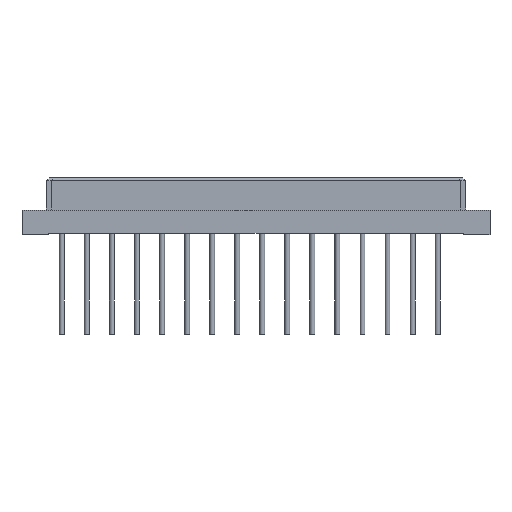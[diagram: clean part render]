
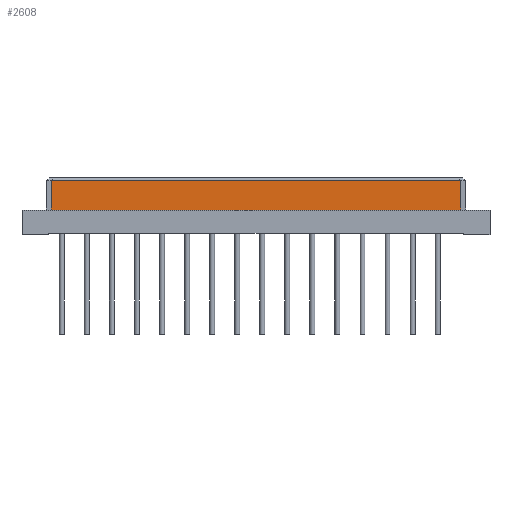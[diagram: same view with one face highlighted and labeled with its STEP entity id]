
A CAD part, front view. The second image highlights one B-rep face of the part: STEP entity #2608.
In plain terms, the highlighted planar face has unit normal (0, -1, 0).
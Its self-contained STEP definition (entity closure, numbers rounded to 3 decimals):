
#1813=LINE('',#8269,#2293);
#1823=LINE('',#8289,#2303);
#1826=LINE('',#8295,#2306);
#1827=LINE('',#8297,#2307);
#2293=VECTOR('',#7080,1.);
#2303=VECTOR('',#7098,1.);
#2306=VECTOR('',#7103,1.);
#2307=VECTOR('',#7104,1.);
#2608=ADVANCED_FACE('',(#3071),#2841,.F.);
#2841=PLANE('',#6071);
#3071=FACE_OUTER_BOUND('',#3357,.T.);
#3357=EDGE_LOOP('',(#4224,#4225,#4226,#4227));
#4224=ORIENTED_EDGE('',*,*,#5405,.T.);
#4225=ORIENTED_EDGE('',*,*,#5418,.F.);
#4226=ORIENTED_EDGE('',*,*,#5419,.F.);
#4227=ORIENTED_EDGE('',*,*,#5415,.F.);
#4891=VERTEX_POINT('',#8268);
#4892=VERTEX_POINT('',#8270);
#4898=VERTEX_POINT('',#8290);
#4900=VERTEX_POINT('',#8296);
#5405=EDGE_CURVE('',#4892,#4891,#1813,.T.);
#5415=EDGE_CURVE('',#4892,#4898,#1823,.T.);
#5418=EDGE_CURVE('',#4900,#4891,#1826,.T.);
#5419=EDGE_CURVE('',#4898,#4900,#1827,.T.);
#6071=AXIS2_PLACEMENT_3D('',#8298,#7105,#7106);
#7080=DIRECTION('',(0.,0.,-1.));
#7098=DIRECTION('',(1.,0.,0.));
#7103=DIRECTION('',(-1.,0.,0.));
#7104=DIRECTION('',(0.,0.,-1.));
#7105=DIRECTION('',(0.,1.,0.));
#7106=DIRECTION('',(1.,0.,0.));
#8268=CARTESIAN_POINT('',(5.95,1.05,4.75));
#8269=CARTESIAN_POINT('',(5.95,1.05,10.7));
#8270=CARTESIAN_POINT('',(5.95,1.05,10.7));
#8289=CARTESIAN_POINT('',(5.95,1.05,10.7));
#8290=CARTESIAN_POINT('',(88.95,1.05,10.7));
#8295=CARTESIAN_POINT('',(88.95,1.05,4.75));
#8296=CARTESIAN_POINT('',(88.95,1.05,4.75));
#8297=CARTESIAN_POINT('',(88.95,1.05,10.7));
#8298=CARTESIAN_POINT('',(5.95,1.05,11.3));
